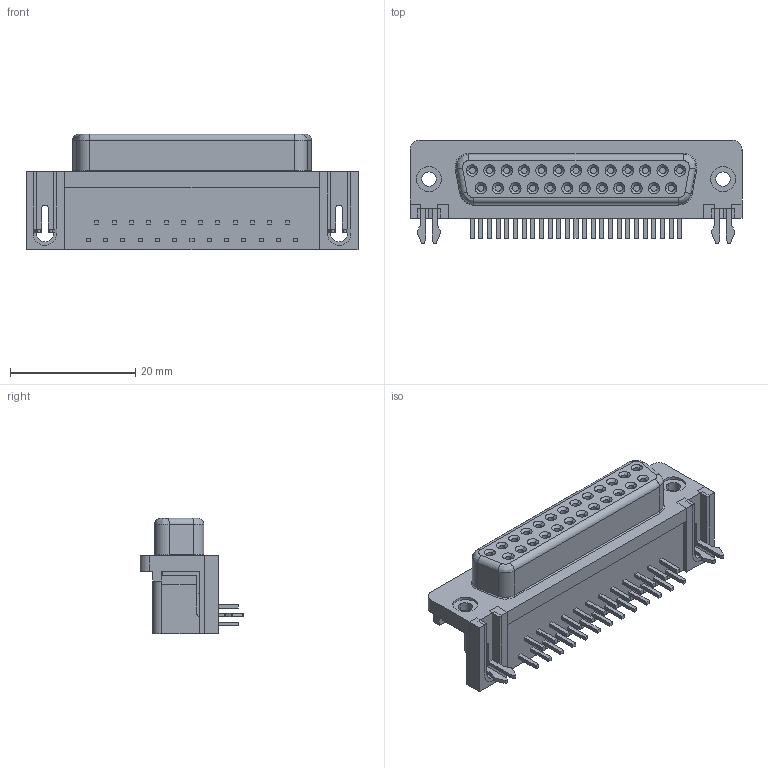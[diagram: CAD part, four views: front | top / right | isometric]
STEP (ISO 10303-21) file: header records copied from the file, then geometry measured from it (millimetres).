
FILE_DESCRIPTION (( 'STEP AP214' ), '1' );
FILE_NAME ('c17343501o3d.STEP', '2016-12-27T12:18:37', ( '' ), ( '' ), 'SwSTEP 2.0', 'SolidWorks 2016', '' );
FILE_SCHEMA (( 'AUTOMOTIVE_DESIGN' ));
Length unit declared in the file: millimetre
Products named in the file (1): c17343501o3d
Bounding box: 53.1 x 16.6 x 18.5 mm (x, y, z)
Volume: 7838.5 mm3; surface area: 4563.4 mm2
Topology: 7 solids, 7 shells, 484 faces, 1189 edges, 768 vertices
Faces by surface type: plane 312, cylinder 114, cone 50, bspline 8
Entity records: 19023 total; most frequent: CARTESIAN_POINT 2630, DIRECTION 2403, ORIENTED_EDGE 2378, EDGE_CURVE 1189, LINE 893, VECTOR 893, VERTEX_POINT 768, AXIS2_PLACEMENT_3D 755
